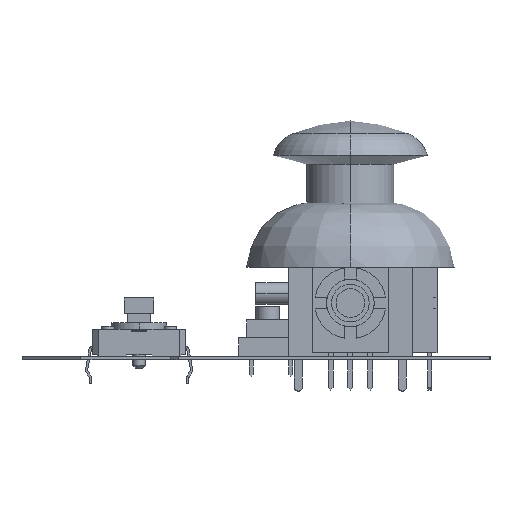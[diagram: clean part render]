
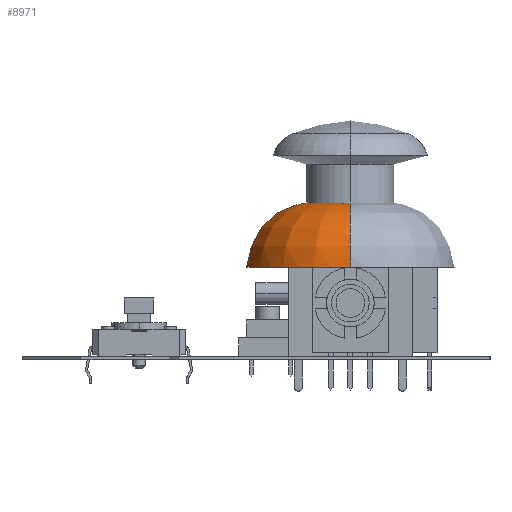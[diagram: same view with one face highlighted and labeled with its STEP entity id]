
A CAD part, left-side view. The second image highlights one B-rep face of the part: STEP entity #8971.
In plain terms, the highlighted face is a revolution surface.
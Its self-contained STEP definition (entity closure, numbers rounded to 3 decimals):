
#8726 = VERTEX_POINT('',#8727);
#8727 = CARTESIAN_POINT('',(-13.335,11.43,0.476));
#8728 = VERTEX_POINT('',#8729);
#8729 = CARTESIAN_POINT('',(13.335,11.43,0.476));
#8736 = EDGE_CURVE('',#8728,#8737,#8739,.T.);
#8737 = VERTEX_POINT('',#8738);
#8738 = CARTESIAN_POINT('',(5.588,19.685,0.476));
#8739 = CIRCLE('',#8740,8.272);
#8740 = AXIS2_PLACEMENT_3D('',#8741,#8742,#8743);
#8741 = CARTESIAN_POINT('',(5.063,11.43,0.476));
#8742 = DIRECTION('',(0.,0.,1.));
#8743 = DIRECTION('',(1.,0.,0.));
#8746 = VERTEX_POINT('',#8747);
#8747 = CARTESIAN_POINT('',(-5.588,19.685,0.476));
#8754 = EDGE_CURVE('',#8726,#8746,#8755,.T.);
#8755 = CIRCLE('',#8756,8.272);
#8756 = AXIS2_PLACEMENT_3D('',#8757,#8758,#8759);
#8757 = CARTESIAN_POINT('',(-5.063,11.43,0.476));
#8758 = DIRECTION('',(0.,-0.,-1.));
#8759 = DIRECTION('',(-1.,-0.,0.));
#8958 = EDGE_CURVE('',#8737,#8746,#8959,.T.);
#8959 = CIRCLE('',#8960,5.588);
#8960 = AXIS2_PLACEMENT_3D('',#8961,#8962,#8963);
#8961 = CARTESIAN_POINT('',(0.,19.685,0.476)
  );
#8962 = DIRECTION('',(0.,1.,0.));
#8963 = DIRECTION('',(-1.,0.,0.));
#8971 = ADVANCED_FACE('',(#8972),#8984,.T.);
#8972 = FACE_BOUND('',#8973,.T.);
#8973 = EDGE_LOOP('',(#8974,#8975,#8982,#8983));
#8974 = ORIENTED_EDGE('',*,*,#8736,.F.);
#8975 = ORIENTED_EDGE('',*,*,#8976,.T.);
#8976 = EDGE_CURVE('',#8728,#8726,#8977,.T.);
#8977 = CIRCLE('',#8978,13.335);
#8978 = AXIS2_PLACEMENT_3D('',#8979,#8980,#8981);
#8979 = CARTESIAN_POINT('',(0.,11.43,0.476)
  );
#8980 = DIRECTION('',(0.,1.,0.));
#8981 = DIRECTION('',(-1.,0.,0.));
#8982 = ORIENTED_EDGE('',*,*,#8754,.T.);
#8983 = ORIENTED_EDGE('',*,*,#8958,.F.);
#8984 = SURFACE_OF_REVOLUTION('',#8985,#8998);
#8985 = B_SPLINE_CURVE_WITH_KNOTS('',6,(#8986,#8987,#8988,#8989,#8990,
    #8991,#8992,#8993,#8994,#8995,#8996,#8997),.UNSPECIFIED.,.F.,.F.,(7,
    5,7),(0.,0.754,1.507),.UNSPECIFIED.);
#8986 = CARTESIAN_POINT('',(-13.335,11.43,0.476));
#8987 = CARTESIAN_POINT('',(-13.335,12.469,0.476));
#8988 = CARTESIAN_POINT('',(-13.178,13.508,0.476));
#8989 = CARTESIAN_POINT('',(-12.865,14.518,0.476));
#8990 = CARTESIAN_POINT('',(-12.403,15.468,0.476));
#8991 = CARTESIAN_POINT('',(-11.806,16.333,0.476));
#8992 = CARTESIAN_POINT('',(-10.384,17.848,0.476));
#8993 = CARTESIAN_POINT('',(-9.559,18.498,0.476));
#8994 = CARTESIAN_POINT('',(-8.639,19.02,0.476));
#8995 = CARTESIAN_POINT('',(-7.652,19.397,0.476));
#8996 = CARTESIAN_POINT('',(-6.625,19.619,0.476));
#8997 = CARTESIAN_POINT('',(-5.588,19.685,0.476));
#8998 = AXIS1_PLACEMENT('',#8999,#9000);
#8999 = CARTESIAN_POINT('',(0.,11.43,0.476)
  );
#9000 = DIRECTION('',(0.,1.,-0.));
